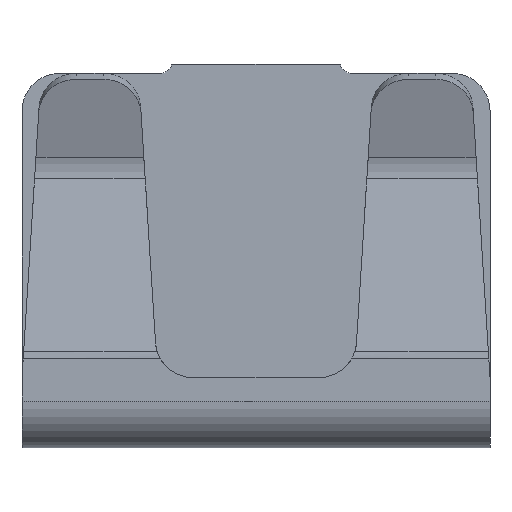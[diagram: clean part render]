
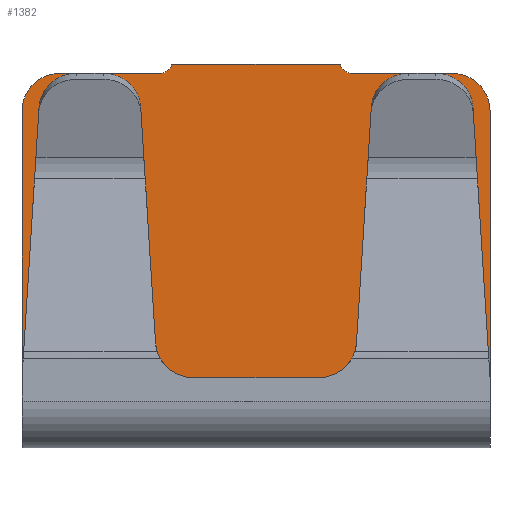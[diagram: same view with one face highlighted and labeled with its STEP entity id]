
A CAD part, front view. The second image highlights one B-rep face of the part: STEP entity #1382.
In plain terms, the highlighted planar face has unit normal (0, -1, 0).
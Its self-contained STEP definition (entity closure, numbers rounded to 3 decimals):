
#16=DIRECTION('',(0.,0.,-1.));
#17=VECTOR('',#16,3.1);
#18=CARTESIAN_POINT('',(-2.5,0.,3.6));
#19=LINE('',#18,#17);
#170=CARTESIAN_POINT('',(-1.026,0.,4.13));
#171=DIRECTION('',(0.,1.,0.));
#172=DIRECTION('',(0.973,0.,-0.231));
#173=AXIS2_PLACEMENT_3D('',#170,#171,#172);
#199=DIRECTION('',(1.,0.,0.));
#200=VECTOR('',#199,1.8);
#201=CARTESIAN_POINT('',(-0.9,0.,4.1));
#202=LINE('',#201,#200);
#206=CARTESIAN_POINT('',(1.026,0.,4.13));
#207=DIRECTION('',(0.,1.,0.));
#208=DIRECTION('',(0.,0.,-1.));
#209=AXIS2_PLACEMENT_3D('',#206,#207,#208);
#222=DIRECTION('',(1.,0.,0.));
#223=VECTOR('',#222,1.074);
#224=CARTESIAN_POINT('',(1.026,0.,4.));
#225=LINE('',#224,#223);
#229=CARTESIAN_POINT('',(2.1,0.,3.6));
#230=DIRECTION('',(0.,-1.,0.));
#231=DIRECTION('',(1.,0.,0.));
#232=AXIS2_PLACEMENT_3D('',#229,#230,#231);
#237=CARTESIAN_POINT('',(-2.1,0.,3.6));
#238=DIRECTION('',(0.,-1.,0.));
#239=DIRECTION('',(0.,0.,1.));
#240=AXIS2_PLACEMENT_3D('',#237,#238,#239);
#245=DIRECTION('',(1.,0.,0.));
#246=VECTOR('',#245,1.074);
#247=CARTESIAN_POINT('',(-2.1,0.,4.));
#248=LINE('',#247,#246);
#333=DIRECTION('',(0.,0.,-1.));
#334=VECTOR('',#333,3.1);
#335=CARTESIAN_POINT('',(2.5,0.,3.6));
#336=LINE('',#335,#334);
#1056=DIRECTION('',(1.,0.,0.));
#1057=VECTOR('',#1056,5.);
#1058=CARTESIAN_POINT('',(-2.5,0.,0.5));
#1059=LINE('',#1058,#1057);
#1063=CARTESIAN_POINT('',(-2.5,0.,0.5));
#1065=VERTEX_POINT('',#1063);
#1079=CARTESIAN_POINT('',(2.5,0.,0.5));
#1081=VERTEX_POINT('',#1079);
#1191=CARTESIAN_POINT('',(-2.1,0.,4.));
#1192=VERTEX_POINT('',#1191);
#1193=CARTESIAN_POINT('',(-2.5,0.,3.6));
#1194=VERTEX_POINT('',#1193);
#1195=CARTESIAN_POINT('',(2.5,0.,3.6));
#1196=CARTESIAN_POINT('',(2.1,0.,4.));
#1197=VERTEX_POINT('',#1195);
#1198=VERTEX_POINT('',#1196);
#1204=CARTESIAN_POINT('',(-1.026,0.,4.));
#1206=VERTEX_POINT('',#1204);
#1208=CARTESIAN_POINT('',(-0.9,0.,4.1));
#1210=VERTEX_POINT('',#1208);
#1211=CARTESIAN_POINT('',(1.026,0.,4.));
#1213=VERTEX_POINT('',#1211);
#1215=CARTESIAN_POINT('',(0.9,0.,4.1));
#1217=VERTEX_POINT('',#1215);
#1362=CARTESIAN_POINT('',(-2.5,0.,4.));
#1363=DIRECTION('',(0.,-1.,0.));
#1364=DIRECTION('',(0.,0.,-1.));
#1365=AXIS2_PLACEMENT_3D('',#1362,#1363,#1364);
#1366=PLANE('',#1365);
#1367=ORIENTED_EDGE('',*,*,#1344,.T.);
#1368=ORIENTED_EDGE('',*,*,#1355,.F.);
#1369=ORIENTED_EDGE('',*,*,#1316,.T.);
#1371=ORIENTED_EDGE('',*,*,#1370,.F.);
#1373=ORIENTED_EDGE('',*,*,#1372,.T.);
#1375=ORIENTED_EDGE('',*,*,#1374,.F.);
#1376=ORIENTED_EDGE('',*,*,#1226,.F.);
#1377=ORIENTED_EDGE('',*,*,#1260,.F.);
#1378=ORIENTED_EDGE('',*,*,#1299,.T.);
#1379=ORIENTED_EDGE('',*,*,#1330,.F.);
#1380=EDGE_LOOP('',(#1367,#1368,#1369,#1371,#1373,#1375,#1376,#1377,#1378,
#1379));
#1381=FACE_OUTER_BOUND('',#1380,.F.);
#174=CIRCLE('',#173,0.13);
#210=CIRCLE('',#209,0.13);
#233=CIRCLE('',#232,0.4);
#241=CIRCLE('',#240,0.4);
#1226=EDGE_CURVE('',#1194,#1065,#19,.T.);
#1260=EDGE_CURVE('',#1192,#1194,#241,.T.);
#1299=EDGE_CURVE('',#1192,#1206,#248,.T.);
#1316=EDGE_CURVE('',#1213,#1198,#225,.T.);
#1330=EDGE_CURVE('',#1210,#1206,#174,.T.);
#1344=EDGE_CURVE('',#1210,#1217,#202,.T.);
#1355=EDGE_CURVE('',#1213,#1217,#210,.T.);
#1370=EDGE_CURVE('',#1197,#1198,#233,.T.);
#1372=EDGE_CURVE('',#1197,#1081,#336,.T.);
#1374=EDGE_CURVE('',#1065,#1081,#1059,.T.);
#1382=ADVANCED_FACE('',(#1381),#1366,.T.);
